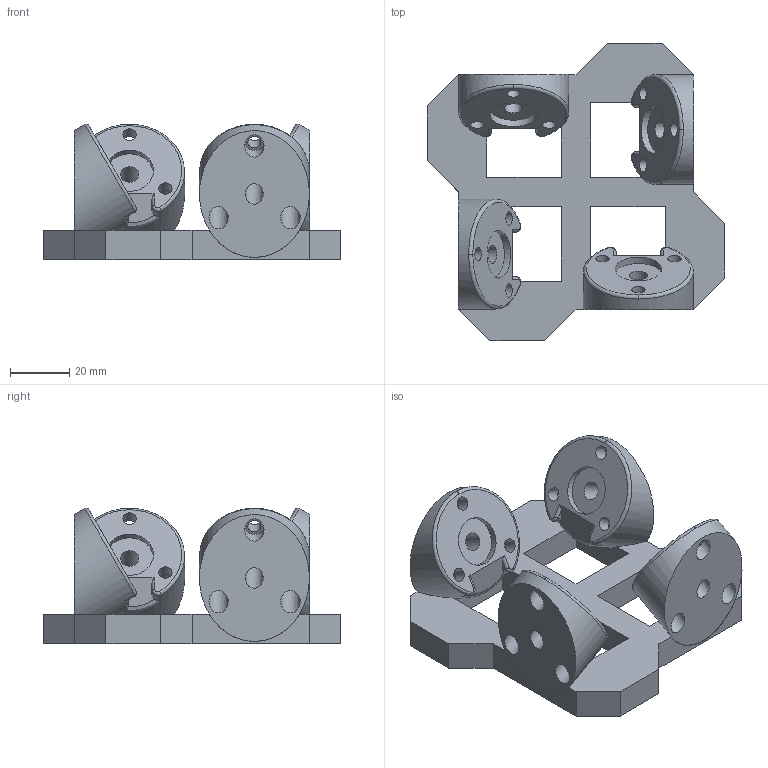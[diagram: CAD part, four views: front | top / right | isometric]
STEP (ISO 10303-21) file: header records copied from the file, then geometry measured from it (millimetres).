
FILE_DESCRIPTION(('FreeCAD Model'),'2;1');
FILE_NAME('Open CASCADE Shape Model','2024-03-27T11:35:02',(''),(''), 'Open CASCADE STEP processor 7.6','FreeCAD','Unknown');
FILE_SCHEMA(('AUTOMOTIVE_DESIGN { 1 0 10303 214 1 1 1 1 }'));
Length unit declared in the file: millimetre
Products named in the file (1): Fusion
Bounding box: 100 x 100 x 45.66 mm (x, y, z)
Volume: 102241.3 mm3; surface area: 34586.7 mm2
Topology: 1 solids, 1 shells, 142 faces, 360 edges, 236 vertices
Faces by surface type: plane 70, cylinder 52, torus 16, bspline 4
Full cylindrical faces by diameter (mm): 4.5 x12, 6 x4, 6.5 x12, 16 x4, 37 x4
Entity records: 5242 total; most frequent: CARTESIAN_POINT 1615, DIRECTION 770, ORIENTED_EDGE 720, EDGE_CURVE 360, AXIS2_PLACEMENT_3D 291, VERTEX_POINT 236, FACE_BOUND 198, EDGE_LOOP 198
